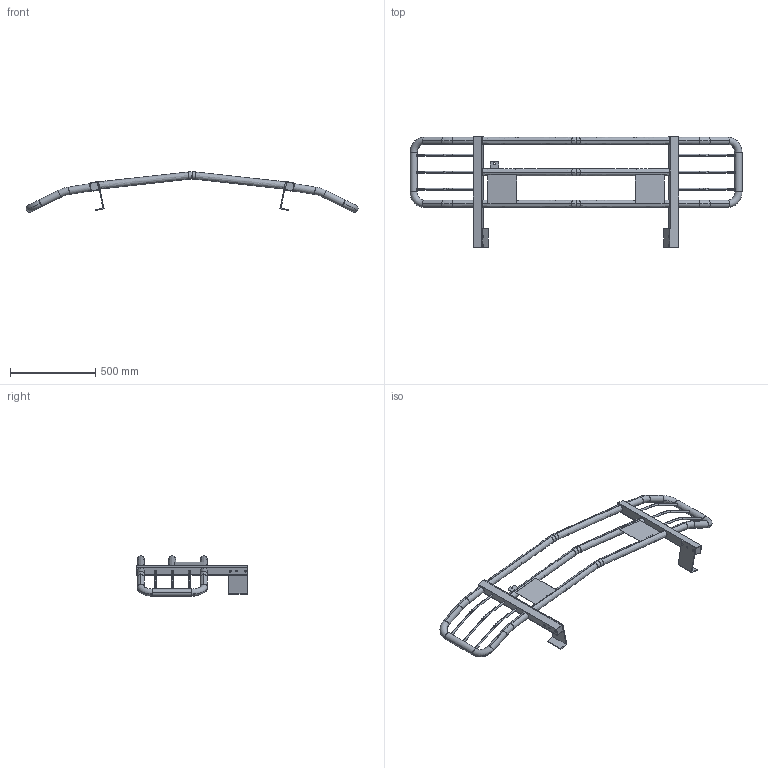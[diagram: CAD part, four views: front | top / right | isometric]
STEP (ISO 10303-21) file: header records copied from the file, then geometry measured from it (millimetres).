
FILE_DESCRIPTION (( 'STEP AP203' ), '1' );
FILE_NAME ('crashbar.STEP', '2025-07-14T10:17:03', ( '' ), ( '' ), 'SwSTEP 2.0', 'SolidWorks 2023', '' );
FILE_SCHEMA (( 'CONFIG_CONTROL_DESIGN' ));
Products named in the file (1): crashbar
Bounding box: 1951.13 x 650 x 237.43 mm (x, y, z)
Volume: 3024591.3 mm3; surface area: 2418507.7 mm2
Topology: 7 solids, 7 shells, 296 faces, 742 edges, 462 vertices
Faces by surface type: plane 103, bspline 85, cylinder 76, torus 32
Entity records: 32569 total; most frequent: CARTESIAN_POINT 25773, ORIENTED_EDGE 1484, DIRECTION 1302, EDGE_CURVE 742, AXIS2_PLACEMENT_3D 518, VERTEX_POINT 462, EDGE_LOOP 348, CIRCLE 306
